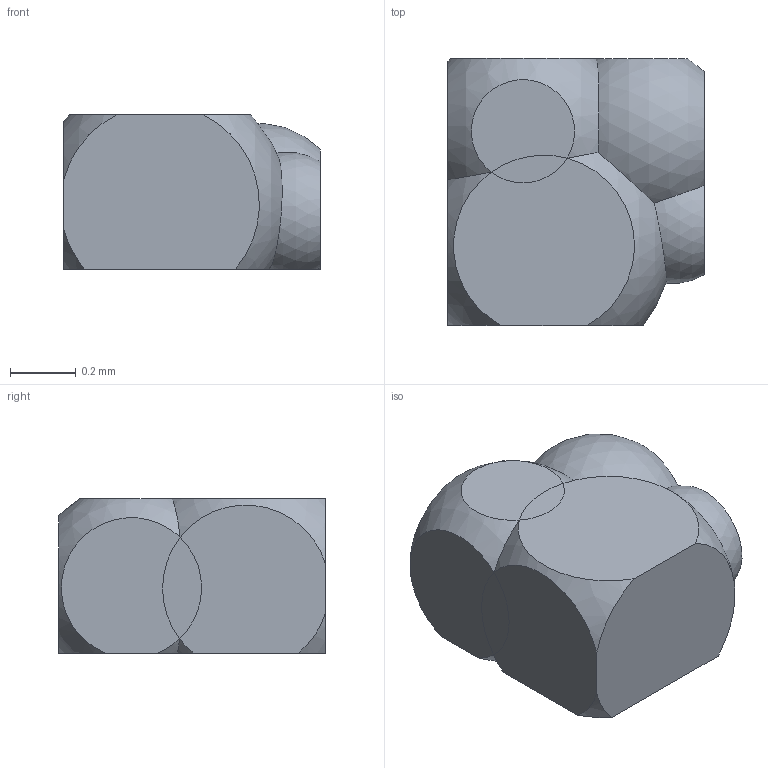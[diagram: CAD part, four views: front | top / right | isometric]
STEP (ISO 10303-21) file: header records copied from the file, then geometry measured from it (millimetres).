
FILE_DESCRIPTION(('FreeCAD Model'),'2;1');
FILE_NAME('AirBlock.step','2021-01-17T20:07:43',( 'FreeCAD'),('FreeCAD'),'Open CASCADE STEP processor 7.4','FreeCAD', 'Unknown');
FILE_SCHEMA(('AUTOMOTIVE_DESIGN { 1 0 10303 214 1 1 1 1 }'));
Length unit declared in the file: millimetre
Products named in the file (1): Open CASCADE STEP translator 7.4 2
Bounding box: 0.78 x 0.81 x 0.47 mm (x, y, z)
Volume: 0.3 mm3; surface area: 2.4 mm2
Topology: 1 solids, 1 shells, 36 faces, 75 edges, 42 vertices
Faces by surface type: plane 22, sphere 14
Entity records: 3796 total; most frequent: CARTESIAN_POINT 2256, DIRECTION 313, ORIENTED_EDGE 150, PCURVE 150, DEFINITIONAL_REPRESENTATION 150, CIRCLE 137, AXIS2_PLACEMENT_3D 105, EDGE_CURVE 75
